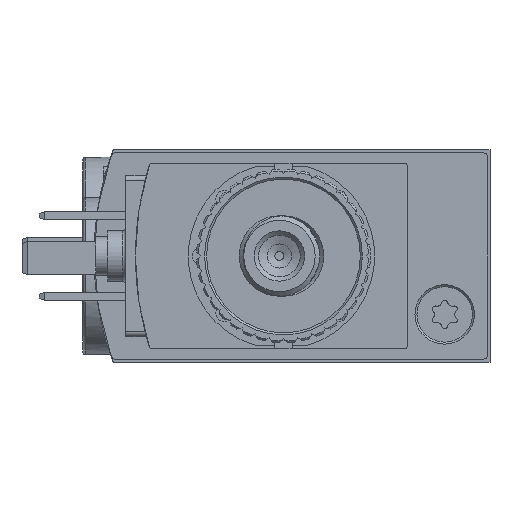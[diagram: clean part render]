
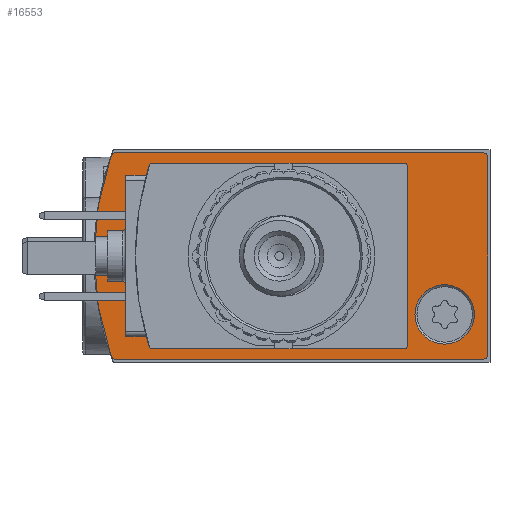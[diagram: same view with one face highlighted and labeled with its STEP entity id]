
A CAD part, left-side view. The second image highlights one B-rep face of the part: STEP entity #16553.
In plain terms, the highlighted planar face has unit normal (-1, 0, 0).
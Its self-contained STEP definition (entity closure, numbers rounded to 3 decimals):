
#1175=LINE('',#28487,#2801);
#1193=LINE('',#28524,#2819);
#1198=LINE('',#28542,#2824);
#2801=VECTOR('',#23515,1000.);
#2819=VECTOR('',#23535,1000.);
#2824=VECTOR('',#23554,1000.);
#5516=ORIENTED_EDGE('',*,*,#9466,.F.);
#5517=ORIENTED_EDGE('',*,*,#9467,.T.);
#5518=ORIENTED_EDGE('',*,*,#9468,.T.);
#5519=ORIENTED_EDGE('',*,*,#9448,.F.);
#5520=ORIENTED_EDGE('',*,*,#9462,.F.);
#5521=ORIENTED_EDGE('',*,*,#9398,.F.);
#5522=ORIENTED_EDGE('',*,*,#9460,.F.);
#5523=ORIENTED_EDGE('',*,*,#9457,.F.);
#5524=ORIENTED_EDGE('',*,*,#9454,.F.);
#5525=ORIENTED_EDGE('',*,*,#9430,.F.);
#5526=ORIENTED_EDGE('',*,*,#9452,.F.);
#9398=EDGE_CURVE('',#11540,#11541,#12831,.T.);
#9430=EDGE_CURVE('',#11572,#11573,#1175,.T.);
#9448=EDGE_CURVE('',#11590,#11591,#1193,.T.);
#9452=EDGE_CURVE('',#11591,#11572,#12840,.T.);
#9454=EDGE_CURVE('',#11573,#11594,#12842,.T.);
#9457=EDGE_CURVE('',#11594,#11596,#1198,.T.);
#9460=EDGE_CURVE('',#11596,#11540,#12844,.T.);
#9462=EDGE_CURVE('',#11541,#11590,#12846,.T.);
#9466=EDGE_CURVE('',#11600,#11600,#12850,.F.);
#9467=EDGE_CURVE('',#11601,#11601,#12851,.T.);
#9468=EDGE_CURVE('',#11602,#11602,#12852,.T.);
#11540=VERTEX_POINT('',#28414);
#11541=VERTEX_POINT('',#28415);
#11572=VERTEX_POINT('',#28488);
#11573=VERTEX_POINT('',#28489);
#11590=VERTEX_POINT('',#28525);
#11591=VERTEX_POINT('',#28526);
#11594=VERTEX_POINT('',#28537);
#11596=VERTEX_POINT('',#28543);
#11600=VERTEX_POINT('',#28560);
#11601=VERTEX_POINT('',#28562);
#11602=VERTEX_POINT('',#28564);
#12831=CIRCLE('',#20738,30.);
#12840=CIRCLE('',#20750,0.5);
#12842=CIRCLE('',#20753,0.5);
#12844=CIRCLE('',#20757,0.5);
#12846=CIRCLE('',#20760,0.5);
#12850=CIRCLE('',#20766,5.);
#12851=CIRCLE('',#20767,2.95);
#12852=CIRCLE('',#20768,2.95);
#13676=EDGE_LOOP('',(#5516));
#13677=EDGE_LOOP('',(#5517));
#13678=EDGE_LOOP('',(#5518));
#13679=EDGE_LOOP('',(#5519,#5520,#5521,#5522,#5523,#5524,#5525,#5526));
#14866=FACE_BOUND('',#13676,.T.);
#14867=FACE_BOUND('',#13677,.T.);
#14868=FACE_BOUND('',#13678,.T.);
#14869=FACE_BOUND('',#13679,.T.);
#15837=PLANE('',#20765);
#16553=ADVANCED_FACE('',(#14866,#14867,#14868,#14869),#15837,.F.);
#20738=AXIS2_PLACEMENT_3D('',#28413,#23475,#23476);
#20750=AXIS2_PLACEMENT_3D('',#28533,#23541,#23542);
#20753=AXIS2_PLACEMENT_3D('',#28536,#23547,#23548);
#20757=AXIS2_PLACEMENT_3D('',#28548,#23559,#23560);
#20760=AXIS2_PLACEMENT_3D('',#28551,#23565,#23566);
#20765=AXIS2_PLACEMENT_3D('',#28558,#23575,#23576);
#20766=AXIS2_PLACEMENT_3D('',#28559,#23577,#23578);
#20767=AXIS2_PLACEMENT_3D('',#28561,#23579,#23580);
#20768=AXIS2_PLACEMENT_3D('',#28563,#23581,#23582);
#23475=DIRECTION('',(1.,0.,0.));
#23476=DIRECTION('',(0.,0.,-1.));
#23515=DIRECTION('',(0.,0.,-1.));
#23535=DIRECTION('',(0.,-1.,0.));
#23541=DIRECTION('',(1.,0.,0.));
#23542=DIRECTION('',(0.,0.,-1.));
#23547=DIRECTION('',(1.,0.,0.));
#23548=DIRECTION('',(0.,0.,-1.));
#23554=DIRECTION('',(0.,1.,0.));
#23559=DIRECTION('',(1.,0.,0.));
#23560=DIRECTION('',(0.,0.,-1.));
#23565=DIRECTION('',(1.,0.,0.));
#23566=DIRECTION('',(0.,0.,-1.));
#23575=DIRECTION('',(1.,0.,0.));
#23576=DIRECTION('',(0.,0.,-1.));
#23577=DIRECTION('',(1.,0.,0.));
#23578=DIRECTION('',(0.,0.,-1.));
#23579=DIRECTION('',(1.,0.,0.));
#23580=DIRECTION('',(0.,0.,-1.));
#23581=DIRECTION('',(1.,0.,0.));
#23582=DIRECTION('',(0.,0.,-1.));
#28413=CARTESIAN_POINT('',(0.,9.3,0.));
#28414=CARTESIAN_POINT('',(0.,37.614,-9.915));
#28415=CARTESIAN_POINT('',(0.,37.614,9.915));
#28487=CARTESIAN_POINT('',(0.,0.2,9.75));
#28488=CARTESIAN_POINT('',(0.,0.2,9.75));
#28489=CARTESIAN_POINT('',(0.,0.2,-9.75));
#28524=CARTESIAN_POINT('',(0.,37.142,10.25));
#28525=CARTESIAN_POINT('',(0.,37.142,10.25));
#28526=CARTESIAN_POINT('',(0.,0.7,10.25));
#28533=CARTESIAN_POINT('',(0.,0.7,9.75));
#28536=CARTESIAN_POINT('',(0.,0.7,-9.75));
#28537=CARTESIAN_POINT('',(0.,0.7,-10.25));
#28542=CARTESIAN_POINT('',(0.,0.7,-10.25));
#28543=CARTESIAN_POINT('',(0.,37.142,-10.25));
#28548=CARTESIAN_POINT('',(0.,37.142,-9.75));
#28551=CARTESIAN_POINT('',(0.,37.142,9.75));
#28558=CARTESIAN_POINT('',(0.,0.7,9.75));
#28559=CARTESIAN_POINT('',(0.,20.9,0.));
#28560=CARTESIAN_POINT('',(0.,20.9,-5.));
#28561=CARTESIAN_POINT('',(0.,31.7,5.8));
#28562=CARTESIAN_POINT('',(0.,31.7,2.85));
#28563=CARTESIAN_POINT('',(0.,4.5,-5.8));
#28564=CARTESIAN_POINT('',(0.,4.5,-8.75));
